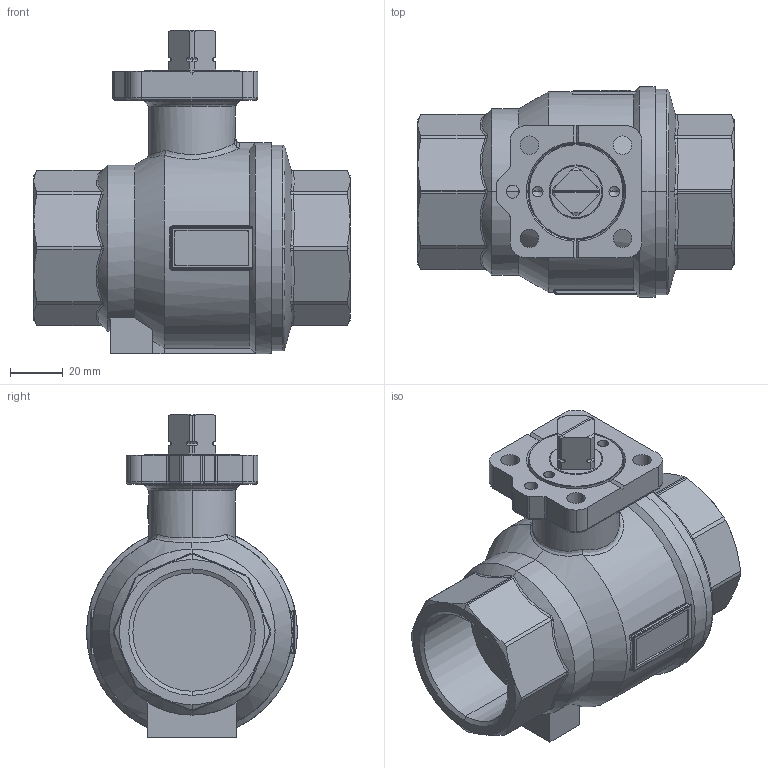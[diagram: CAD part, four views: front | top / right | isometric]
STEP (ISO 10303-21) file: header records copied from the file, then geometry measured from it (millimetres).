
FILE_DESCRIPTION(('HOOPS Exchange Step'),'2;1');
FILE_NAME('GK0602_DN40.stp','2025-02-21T11:09:42+01:00',('nieru'),('Unknown organisation'),'HOOPS Exchange 2024.2','HOOPS Exchange','Unknown authorisation');
FILE_SCHEMA( ('AP203_CONFIGURATION_CONTROLLED_3D_DESIGN_OF_MECHANICAL_PARTS_AND_ASSEMBLIES_MIM_LF') );
Length unit declared in the file: millimetre
Products named in the file (2): 0; root
Assembly tree (1 placements, depth 2):
  root
    0
Bounding box: 120 x 80 x 122.55 mm (x, y, z)
Volume: 391987 mm3; surface area: 51105.1 mm2
Topology: 1 solids, 1 shells, 512 faces, 1368 edges, 885 vertices
Faces by surface type: plane 210, cylinder 131, bspline 69, cone 54, torus 46, sphere 2
Entity records: 19473 total; most frequent: CARTESIAN_POINT 7366, ORIENTED_EDGE 2724, DIRECTION 2147, EDGE_CURVE 1362, VERTEX_POINT 885, AXIS2_PLACEMENT_3D 789, VECTOR 569, LINE 569
